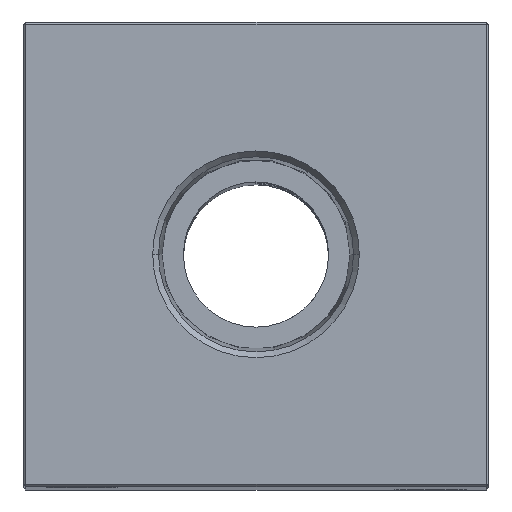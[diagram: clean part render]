
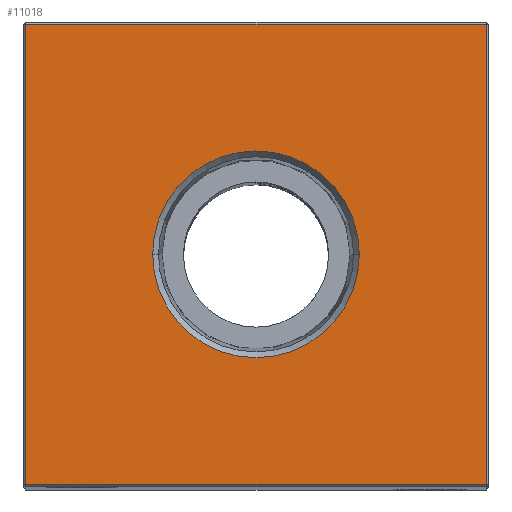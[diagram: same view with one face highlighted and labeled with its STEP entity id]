
A CAD part, top view. The second image highlights one B-rep face of the part: STEP entity #11018.
In plain terms, the highlighted planar face has unit normal (0, 0, 1).
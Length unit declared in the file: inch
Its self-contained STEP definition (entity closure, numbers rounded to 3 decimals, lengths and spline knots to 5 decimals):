
#128 = CARTESIAN_POINT ( 'NONE',  ( 0.99, 0., 8.25 ) ) ;
#1346 = CARTESIAN_POINT ( 'NONE',  ( -0.99, -0.99, 8.25 ) ) ;
#3712 = CARTESIAN_POINT ( 'NONE',  ( 0., 0., 8.25 ) ) ;
#3799 = VECTOR ( 'NONE', #19807, 39.37008 ) ;
#4085 = DIRECTION ( 'NONE',  ( 0., 1., 0. ) ) ;
#4409 = CARTESIAN_POINT ( 'NONE',  ( -0.99, 0., 8.25 ) ) ;
#5264 = CARTESIAN_POINT ( 'NONE',  ( 0., -0.99, 8.25 ) ) ;
#5459 = VECTOR ( 'NONE', #4085, 39.37008 ) ;
#6181 = FACE_OUTER_BOUND ( 'NONE', #10747, .T. ) ;
#6461 = CIRCLE ( 'NONE', #12949, 0.44487 ) ;
#8250 = VECTOR ( 'NONE', #24283, 39.37008 ) ;
#8272 = CIRCLE ( 'NONE', #23887, 0.44487 ) ;
#8609 = CARTESIAN_POINT ( 'NONE',  ( -0.99, 0.99, 8.25 ) ) ;
#8722 = ORIENTED_EDGE ( 'NONE', *, *, #14325, .F. ) ;
#8980 = EDGE_CURVE ( 'NONE', #15599, #9328, #8272, .T. ) ;
#9328 = VERTEX_POINT ( 'NONE', #24972 ) ;
#9836 = DIRECTION ( 'NONE',  ( -1., 0., 0. ) ) ;
#10747 = EDGE_LOOP ( 'NONE', ( #23395, #22599, #17839, #15168 ) ) ;
#10888 = ORIENTED_EDGE ( 'NONE', *, *, #8980, .F. ) ;
#11018 = ADVANCED_FACE ( 'NONE', ( #6181, #22750 ), #24930, .F. ) ;
#11279 = VECTOR ( 'NONE', #12687, 39.37008 ) ;
#11499 = LINE ( 'NONE', #5264, #8250 ) ;
#11510 = CARTESIAN_POINT ( 'NONE',  ( 0., 0.99, 8.25 ) ) ;
#11994 = DIRECTION ( 'NONE',  ( 0., 0., 1. ) ) ;
#12211 = VERTEX_POINT ( 'NONE', #8609 ) ;
#12687 = DIRECTION ( 'NONE',  ( 0., -1., 0. ) ) ;
#12804 = EDGE_CURVE ( 'NONE', #19553, #12211, #21838, .T. ) ;
#12949 = AXIS2_PLACEMENT_3D ( 'NONE', #3712, #11994, #20284 ) ;
#13855 = CARTESIAN_POINT ( 'NONE',  ( 0.99, 0.99, 8.25 ) ) ;
#14107 = EDGE_LOOP ( 'NONE', ( #10888, #8722 ) ) ;
#14130 = CARTESIAN_POINT ( 'NONE',  ( 0., 0., 8.25 ) ) ;
#14325 = EDGE_CURVE ( 'NONE', #9328, #15599, #6461, .T. ) ;
#15168 = ORIENTED_EDGE ( 'NONE', *, *, #12804, .T. ) ;
#15599 = VERTEX_POINT ( 'NONE', #20468 ) ;
#16303 = DIRECTION ( 'NONE',  ( 1., 0., 0. ) ) ;
#16496 = LINE ( 'NONE', #4409, #11279 ) ;
#16957 = AXIS2_PLACEMENT_3D ( 'NONE', #20179, #22344, #9836 ) ;
#17839 = ORIENTED_EDGE ( 'NONE', *, *, #24533, .T. ) ;
#18900 = VERTEX_POINT ( 'NONE', #1346 ) ;
#19553 = VERTEX_POINT ( 'NONE', #13855 ) ;
#19807 = DIRECTION ( 'NONE',  ( -1., 0., 0. ) ) ;
#20179 = CARTESIAN_POINT ( 'NONE',  ( 0., 0., 8.25 ) ) ;
#20284 = DIRECTION ( 'NONE',  ( 1., 0., 0. ) ) ;
#20468 = CARTESIAN_POINT ( 'NONE',  ( 0.44487, 0., 8.25 ) ) ;
#21619 = EDGE_CURVE ( 'NONE', #18900, #23627, #11499, .T. ) ;
#21838 = LINE ( 'NONE', #11510, #3799 ) ;
#22116 = EDGE_CURVE ( 'NONE', #12211, #18900, #16496, .T. ) ;
#22344 = DIRECTION ( 'NONE',  ( 0., 0., -1. ) ) ;
#22412 = LINE ( 'NONE', #128, #5459 ) ;
#22599 = ORIENTED_EDGE ( 'NONE', *, *, #21619, .T. ) ;
#22750 = FACE_BOUND ( 'NONE', #14107, .T. ) ;
#23395 = ORIENTED_EDGE ( 'NONE', *, *, #22116, .T. ) ;
#23627 = VERTEX_POINT ( 'NONE', #25693 ) ;
#23887 = AXIS2_PLACEMENT_3D ( 'NONE', #14130, #26640, #16303 ) ;
#24283 = DIRECTION ( 'NONE',  ( 1., 0., 0. ) ) ;
#24533 = EDGE_CURVE ( 'NONE', #23627, #19553, #22412, .T. ) ;
#24930 = PLANE ( 'NONE',  #16957 ) ;
#24972 = CARTESIAN_POINT ( 'NONE',  ( -0.44487, 0., 8.25 ) ) ;
#25693 = CARTESIAN_POINT ( 'NONE',  ( 0.99, -0.99, 8.25 ) ) ;
#26640 = DIRECTION ( 'NONE',  ( 0., 0., 1. ) ) ;
